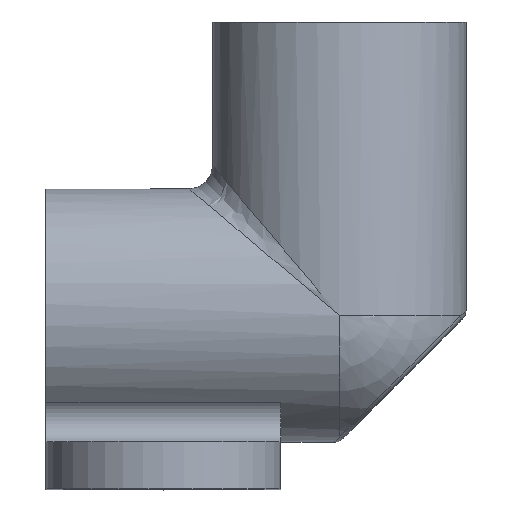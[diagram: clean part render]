
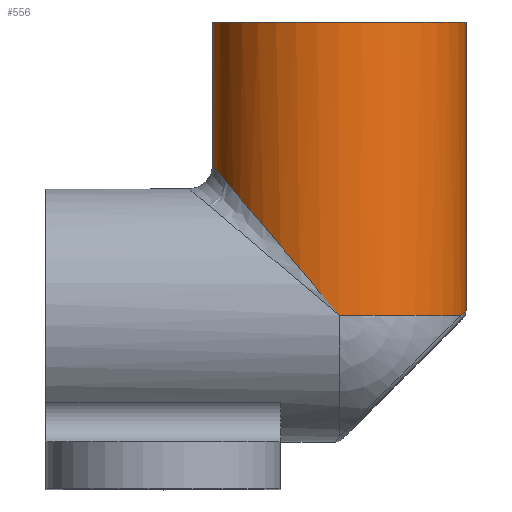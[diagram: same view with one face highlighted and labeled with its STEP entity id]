
A CAD part, top view. The second image highlights one B-rep face of the part: STEP entity #556.
In plain terms, the highlighted cylindrical face has radius 10.8 mm (diameter 21.6 mm), a full revolution.
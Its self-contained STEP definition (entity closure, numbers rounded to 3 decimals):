
#35=CYLINDRICAL_SURFACE('',#637,10.8);
#51=B_SPLINE_CURVE_WITH_KNOTS('',3,(#1045,#1046,#1047,#1048),
 .UNSPECIFIED.,.F.,.F.,(4,4),(0.,1.),.UNSPECIFIED.);
#53=B_SPLINE_CURVE_WITH_KNOTS('',3,(#1211,#1212,#1213,#1214,#1215,#1216,
#1217,#1218,#1219,#1220,#1221,#1222,#1223,#1224,#1225,#1226,#1227,#1228,
#1229,#1230,#1231,#1232,#1233,#1234,#1235,#1236,#1237,#1238,#1239,#1240,
#1241,#1242,#1243,#1244,#1245,#1246,#1247,#1248,#1249,#1250,#1251,#1252,
#1253,#1254,#1255,#1256,#1257,#1258,#1259,#1260,#1261,#1262,#1263,#1264,
#1265,#1266,#1267,#1268,#1269,#1270,#1271,#1272,#1273,#1274,#1275,#1276,
#1277,#1278,#1279,#1280,#1281,#1282,#1283,#1284,#1285,#1286,#1287,#1288,
#1289,#1290,#1291),.UNSPECIFIED.,.F.,.F.,(4,1,1,1,1,1,1,1,1,1,1,1,1,1,1,
1,1,1,1,1,1,1,1,1,1,1,1,1,1,1,1,1,1,1,1,1,1,1,1,1,1,1,1,1,1,1,1,1,1,1,1,
1,1,1,1,1,1,1,1,1,1,1,1,1,1,1,1,1,1,1,1,1,1,1,1,1,1,1,4),(0.,0.016,0.031,
0.047,0.055,0.059,0.063,0.066,0.07,0.078,0.094,
0.109,0.117,0.125,0.133,0.141,0.156,0.172,0.18,
0.188,0.195,0.203,0.219,0.234,0.242,0.25,0.258,0.266,
0.281,0.297,0.313,0.328,0.344,0.359,0.375,0.391,0.406,
0.438,0.469,0.5,0.531,0.563,0.594,0.609,0.625,0.641,0.656,
0.672,0.688,0.703,0.719,0.734,0.742,0.75,0.758,0.766,
0.781,0.797,0.805,0.813,0.82,0.828,0.844,0.859,0.867,
0.875,0.883,0.891,0.906,0.922,0.93,0.934,0.938,0.941,
0.945,0.953,0.969,0.984,1.),.UNSPECIFIED.);
#250=ORIENTED_EDGE('',*,*,#330,.T.);
#251=ORIENTED_EDGE('',*,*,#336,.T.);
#252=ORIENTED_EDGE('',*,*,#326,.T.);
#253=ORIENTED_EDGE('',*,*,#337,.T.);
#254=ORIENTED_EDGE('',*,*,#331,.F.);
#326=EDGE_CURVE('',#383,#377,#51,.T.);
#330=EDGE_CURVE('',#386,#385,#53,.T.);
#331=EDGE_CURVE('',#387,#387,#417,.T.);
#336=EDGE_CURVE('',#385,#383,#421,.T.);
#337=EDGE_CURVE('',#377,#386,#422,.T.);
#377=VERTEX_POINT('',#976);
#383=VERTEX_POINT('',#1042);
#385=VERTEX_POINT('',#1209);
#386=VERTEX_POINT('',#1210);
#387=VERTEX_POINT('',#1294);
#417=CIRCLE('',#624,10.8);
#421=CIRCLE('',#630,10.8);
#422=CIRCLE('',#632,10.8);
#466=EDGE_LOOP('',(#250,#251,#252,#253));
#467=EDGE_LOOP('',(#254));
#516=FACE_BOUND('',#466,.T.);
#517=FACE_BOUND('',#467,.T.);
#556=ADVANCED_FACE('',(#516,#517),#35,.T.);
#624=AXIS2_PLACEMENT_3D('',#1293,#765,#766);
#630=AXIS2_PLACEMENT_3D('',#1302,#778,#779);
#632=AXIS2_PLACEMENT_3D('',#1304,#782,#783);
#637=AXIS2_PLACEMENT_3D('',#1334,#793,#794);
#765=DIRECTION('',(0.,1.,0.));
#766=DIRECTION('',(0.,0.,1.));
#778=DIRECTION('',(0.,1.,0.));
#779=DIRECTION('',(0.,0.,1.));
#782=DIRECTION('',(0.,1.,0.));
#783=DIRECTION('',(0.,0.,1.));
#793=DIRECTION('',(0.,-1.,0.));
#794=DIRECTION('',(0.,0.,-1.));
#976=CARTESIAN_POINT('',(10.344,0.,-3.107));
#1042=CARTESIAN_POINT('',(10.344,0.,3.107));
#1045=CARTESIAN_POINT('',(10.344,0.,3.107));
#1046=CARTESIAN_POINT('',(10.952,0.552,1.08));
#1047=CARTESIAN_POINT('',(10.952,0.552,-1.08));
#1048=CARTESIAN_POINT('',(10.344,0.,-3.107));
#1209=CARTESIAN_POINT('',(0.,0.,10.8));
#1210=CARTESIAN_POINT('',(0.,0.,-10.8));
#1211=CARTESIAN_POINT('',(0.,0.,-10.8));
#1212=CARTESIAN_POINT('',(-0.16,0.189,-10.8));
#1213=CARTESIAN_POINT('',(-0.459,0.544,-10.793));
#1214=CARTESIAN_POINT('',(-0.847,1.004,-10.769));
#1215=CARTESIAN_POINT('',(-1.123,1.331,-10.742));
#1216=CARTESIAN_POINT('',(-1.284,1.522,-10.724));
#1217=CARTESIAN_POINT('',(-1.377,1.632,-10.712));
#1218=CARTESIAN_POINT('',(-1.419,1.681,-10.707));
#1219=CARTESIAN_POINT('',(-1.55,1.837,-10.688));
#1220=CARTESIAN_POINT('',(-1.691,2.004,-10.667));
#1221=CARTESIAN_POINT('',(-1.946,2.306,-10.625));
#1222=CARTESIAN_POINT('',(-2.287,2.711,-10.557));
#1223=CARTESIAN_POINT('',(-2.604,3.086,-10.483));
#1224=CARTESIAN_POINT('',(-2.855,3.383,-10.416));
#1225=CARTESIAN_POINT('',(-3.007,3.563,-10.374));
#1226=CARTESIAN_POINT('',(-3.263,3.867,-10.296));
#1227=CARTESIAN_POINT('',(-3.559,4.218,-10.199));
#1228=CARTESIAN_POINT('',(-3.929,4.657,-10.063));
#1229=CARTESIAN_POINT('',(-4.272,5.062,-9.921));
#1230=CARTESIAN_POINT('',(-4.544,5.385,-9.798));
#1231=CARTESIAN_POINT('',(-4.719,5.593,-9.716));
#1232=CARTESIAN_POINT('',(-4.977,5.899,-9.586));
#1233=CARTESIAN_POINT('',(-5.282,6.26,-9.423));
#1234=CARTESIAN_POINT('',(-5.66,6.708,-9.203));
#1235=CARTESIAN_POINT('',(-6.01,7.123,-8.976));
#1236=CARTESIAN_POINT('',(-6.287,7.451,-8.783));
#1237=CARTESIAN_POINT('',(-6.469,7.667,-8.649));
#1238=CARTESIAN_POINT('',(-6.716,7.959,-8.46));
#1239=CARTESIAN_POINT('',(-7.011,8.309,-8.219));
#1240=CARTESIAN_POINT('',(-7.369,8.733,-7.903));
#1241=CARTESIAN_POINT('',(-7.773,9.213,-7.504));
#1242=CARTESIAN_POINT('',(-8.126,9.631,-7.122));
#1243=CARTESIAN_POINT('',(-8.545,10.128,-6.615));
#1244=CARTESIAN_POINT('',(-8.904,10.552,-6.123));
#1245=CARTESIAN_POINT('',(-9.239,10.95,-5.603));
#1246=CARTESIAN_POINT('',(-9.527,11.291,-5.1));
#1247=CARTESIAN_POINT('',(-9.83,11.651,-4.49));
#1248=CARTESIAN_POINT('',(-10.166,12.048,-3.69));
#1249=CARTESIAN_POINT('',(-10.49,12.432,-2.681));
#1250=CARTESIAN_POINT('',(-10.746,12.736,-1.334));
#1251=CARTESIAN_POINT('',(-10.827,12.832,0.));
#1252=CARTESIAN_POINT('',(-10.746,12.736,1.334));
#1253=CARTESIAN_POINT('',(-10.49,12.432,2.681));
#1254=CARTESIAN_POINT('',(-10.166,12.048,3.69));
#1255=CARTESIAN_POINT('',(-9.83,11.651,4.49));
#1256=CARTESIAN_POINT('',(-9.527,11.291,5.1));
#1257=CARTESIAN_POINT('',(-9.239,10.95,5.603));
#1258=CARTESIAN_POINT('',(-8.904,10.552,6.123));
#1259=CARTESIAN_POINT('',(-8.545,10.128,6.615));
#1260=CARTESIAN_POINT('',(-8.126,9.631,7.122));
#1261=CARTESIAN_POINT('',(-7.773,9.213,7.504));
#1262=CARTESIAN_POINT('',(-7.369,8.733,7.903));
#1263=CARTESIAN_POINT('',(-7.011,8.309,8.219));
#1264=CARTESIAN_POINT('',(-6.716,7.959,8.46));
#1265=CARTESIAN_POINT('',(-6.469,7.667,8.649));
#1266=CARTESIAN_POINT('',(-6.287,7.451,8.783));
#1267=CARTESIAN_POINT('',(-6.01,7.123,8.976));
#1268=CARTESIAN_POINT('',(-5.66,6.708,9.203));
#1269=CARTESIAN_POINT('',(-5.282,6.26,9.423));
#1270=CARTESIAN_POINT('',(-4.977,5.899,9.586));
#1271=CARTESIAN_POINT('',(-4.719,5.593,9.716));
#1272=CARTESIAN_POINT('',(-4.544,5.385,9.798));
#1273=CARTESIAN_POINT('',(-4.272,5.062,9.921));
#1274=CARTESIAN_POINT('',(-3.929,4.657,10.063));
#1275=CARTESIAN_POINT('',(-3.559,4.218,10.199));
#1276=CARTESIAN_POINT('',(-3.263,3.867,10.296));
#1277=CARTESIAN_POINT('',(-3.007,3.563,10.374));
#1278=CARTESIAN_POINT('',(-2.855,3.383,10.416));
#1279=CARTESIAN_POINT('',(-2.604,3.086,10.483));
#1280=CARTESIAN_POINT('',(-2.287,2.711,10.557));
#1281=CARTESIAN_POINT('',(-1.946,2.306,10.625));
#1282=CARTESIAN_POINT('',(-1.691,2.004,10.667));
#1283=CARTESIAN_POINT('',(-1.55,1.837,10.688));
#1284=CARTESIAN_POINT('',(-1.419,1.681,10.707));
#1285=CARTESIAN_POINT('',(-1.377,1.632,10.712));
#1286=CARTESIAN_POINT('',(-1.284,1.522,10.724));
#1287=CARTESIAN_POINT('',(-1.123,1.331,10.742));
#1288=CARTESIAN_POINT('',(-0.847,1.004,10.769));
#1289=CARTESIAN_POINT('',(-0.459,0.544,10.793));
#1290=CARTESIAN_POINT('',(-0.16,0.189,10.8));
#1291=CARTESIAN_POINT('',(0.,0.,10.8));
#1293=CARTESIAN_POINT('',(0.,25.,0.));
#1294=CARTESIAN_POINT('',(0.,25.,10.8));
#1302=CARTESIAN_POINT('',(0.,0.,0.));
#1304=CARTESIAN_POINT('',(0.,0.,0.));
#1334=CARTESIAN_POINT('',(0.,25.,0.));
